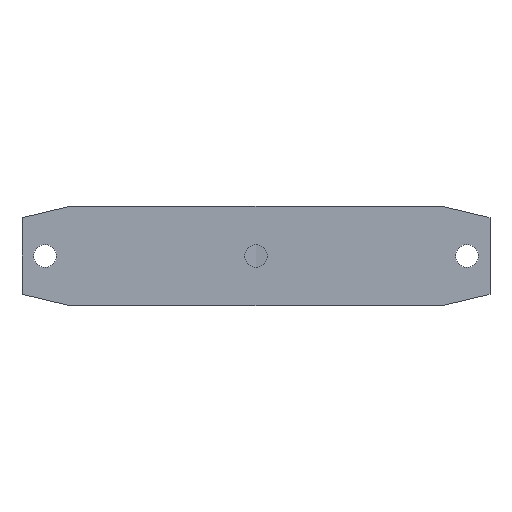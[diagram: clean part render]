
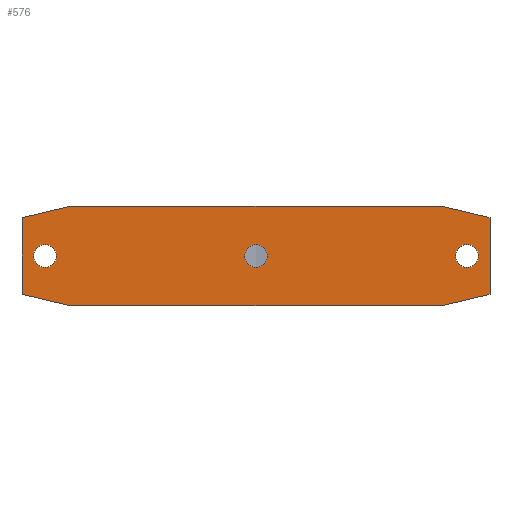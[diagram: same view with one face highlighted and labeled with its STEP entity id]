
A CAD part, front view. The second image highlights one B-rep face of the part: STEP entity #576.
In plain terms, the highlighted planar face has unit normal (0, -1, 0).
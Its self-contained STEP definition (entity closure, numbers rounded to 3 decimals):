
#255 = VERTEX_POINT ( 'NONE', #1652 ) ;
#257 = EDGE_CURVE ( 'NONE', #255, #258, #1651, .T. ) ;
#258 = VERTEX_POINT ( 'NONE', #1646 ) ;
#292 = VERTEX_POINT ( 'NONE', #1812 ) ;
#303 = VERTEX_POINT ( 'NONE', #1885 ) ;
#305 = EDGE_CURVE ( 'NONE', #303, #306, #1884, .T. ) ;
#306 = VERTEX_POINT ( 'NONE', #1879 ) ;
#328 = VERTEX_POINT ( 'NONE', #1987 ) ;
#330 = EDGE_CURVE ( 'NONE', #328, #292, #1985, .T. ) ;
#500 = EDGE_LOOP ( 'NONE', ( #557, #559 ) ) ;
#542 = VERTEX_POINT ( 'NONE', #2600 ) ;
#543 = ORIENTED_EDGE ( 'NONE', *, *, #544, .T. ) ;
#544 = EDGE_CURVE ( 'NONE', #542, #545, #2599, .T. ) ;
#545 = VERTEX_POINT ( 'NONE', #2595 ) ;
#546 = ORIENTED_EDGE ( 'NONE', *, *, #547, .F. ) ;
#547 = EDGE_CURVE ( 'NONE', #548, #545, #2594, .T. ) ;
#548 = VERTEX_POINT ( 'NONE', #2650 ) ;
#549 = ORIENTED_EDGE ( 'NONE', *, *, #550, .T. ) ;
#550 = EDGE_CURVE ( 'NONE', #548, #551, #2649, .T. ) ;
#551 = VERTEX_POINT ( 'NONE', #2645 ) ;
#552 = ORIENTED_EDGE ( 'NONE', *, *, #553, .T. ) ;
#553 = EDGE_CURVE ( 'NONE', #551, #554, #2644, .T. ) ;
#554 = VERTEX_POINT ( 'NONE', #2640 ) ;
#555 = ORIENTED_EDGE ( 'NONE', *, *, #556, .T. ) ;
#556 = EDGE_CURVE ( 'NONE', #554, #563, #2639, .T. ) ;
#557 = ORIENTED_EDGE ( 'NONE', *, *, #558, .F. ) ;
#558 = EDGE_CURVE ( 'NONE', #258, #255, #2635, .T. ) ;
#559 = ORIENTED_EDGE ( 'NONE', *, *, #257, .F. ) ;
#560 = EDGE_LOOP ( 'NONE', ( #561, #565, #568, #543, #546, #549, #552, #555 ) ) ;
#561 = ORIENTED_EDGE ( 'NONE', *, *, #562, .T. ) ;
#562 = EDGE_CURVE ( 'NONE', #563, #564, #2630, .T. ) ;
#563 = VERTEX_POINT ( 'NONE', #2626 ) ;
#564 = VERTEX_POINT ( 'NONE', #2625 ) ;
#565 = ORIENTED_EDGE ( 'NONE', *, *, #566, .T. ) ;
#566 = EDGE_CURVE ( 'NONE', #564, #567, #2624, .T. ) ;
#567 = VERTEX_POINT ( 'NONE', #2620 ) ;
#568 = ORIENTED_EDGE ( 'NONE', *, *, #569, .T. ) ;
#569 = EDGE_CURVE ( 'NONE', #567, #542, #2681, .T. ) ;
#576 = ADVANCED_FACE ( 'NONE', ( #2667, #2666, #2665, #2664 ), #2710, .F. ) ;
#577 = EDGE_LOOP ( 'NONE', ( #578, #580 ) ) ;
#578 = ORIENTED_EDGE ( 'NONE', *, *, #579, .F. ) ;
#579 = EDGE_CURVE ( 'NONE', #292, #328, #2704, .T. ) ;
#580 = ORIENTED_EDGE ( 'NONE', *, *, #330, .F. ) ;
#581 = EDGE_LOOP ( 'NONE', ( #582, #584 ) ) ;
#582 = ORIENTED_EDGE ( 'NONE', *, *, #583, .F. ) ;
#583 = EDGE_CURVE ( 'NONE', #306, #303, #2699, .T. ) ;
#584 = ORIENTED_EDGE ( 'NONE', *, *, #305, .F. ) ;
#1646 = CARTESIAN_POINT ( 'NONE',  ( 77., 0., 0. ) ) ;
#1647 = DIRECTION ( 'NONE',  ( 1., 0., 0. ) ) ;
#1648 = DIRECTION ( 'NONE',  ( 0., -1., 0. ) ) ;
#1649 = CARTESIAN_POINT ( 'NONE',  ( 72.5, 0., 0. ) ) ;
#1650 = AXIS2_PLACEMENT_3D ( 'NONE', #1649, #1648, #1647 ) ;
#1651 = CIRCLE ( 'NONE', #1650, 4.5 ) ;
#1652 = CARTESIAN_POINT ( 'NONE',  ( 68., 0., 0. ) ) ;
#1812 = CARTESIAN_POINT ( 'NONE',  ( 159.5, 0., 0. ) ) ;
#1879 = CARTESIAN_POINT ( 'NONE',  ( -5.5, 0., 0. ) ) ;
#1880 = DIRECTION ( 'NONE',  ( 1., 0., 0. ) ) ;
#1881 = DIRECTION ( 'NONE',  ( 0., -1., 0. ) ) ;
#1882 = CARTESIAN_POINT ( 'NONE',  ( -10., 0., 0. ) ) ;
#1883 = AXIS2_PLACEMENT_3D ( 'NONE', #1882, #1881, #1880 ) ;
#1884 = CIRCLE ( 'NONE', #1883, 4.5 ) ;
#1885 = CARTESIAN_POINT ( 'NONE',  ( -14.5, 0., 0. ) ) ;
#1981 = DIRECTION ( 'NONE',  ( 1., 0., 0. ) ) ;
#1982 = DIRECTION ( 'NONE',  ( 0., -1., 0. ) ) ;
#1983 = CARTESIAN_POINT ( 'NONE',  ( 155., 0., 0. ) ) ;
#1984 = AXIS2_PLACEMENT_3D ( 'NONE', #1983, #1982, #1981 ) ;
#1985 = CIRCLE ( 'NONE', #1984, 4.5 ) ;
#1987 = CARTESIAN_POINT ( 'NONE',  ( 150.5, 0., 0. ) ) ;
#2591 = DIRECTION ( 'NONE',  ( 1., 0., 0. ) ) ;
#2592 = VECTOR ( 'NONE', #2591, 1000. ) ;
#2593 = CARTESIAN_POINT ( 'NONE',  ( 0., 0., 19.5 ) ) ;
#2594 = LINE ( 'NONE', #2593, #2592 ) ;
#2595 = CARTESIAN_POINT ( 'NONE',  ( 145., 0., 19.5 ) ) ;
#2596 = DIRECTION ( 'NONE',  ( -0.973, 0., 0.23 ) ) ;
#2597 = VECTOR ( 'NONE', #2596, 1000. ) ;
#2598 = CARTESIAN_POINT ( 'NONE',  ( 145., 0., 19.5 ) ) ;
#2599 = LINE ( 'NONE', #2598, #2597 ) ;
#2600 = CARTESIAN_POINT ( 'NONE',  ( 164., 0., 15. ) ) ;
#2620 = CARTESIAN_POINT ( 'NONE',  ( 164., 0., -15. ) ) ;
#2621 = DIRECTION ( 'NONE',  ( 0.973, 0., 0.23 ) ) ;
#2622 = VECTOR ( 'NONE', #2621, 1000. ) ;
#2623 = CARTESIAN_POINT ( 'NONE',  ( 164., 0., -15. ) ) ;
#2624 = LINE ( 'NONE', #2623, #2622 ) ;
#2625 = CARTESIAN_POINT ( 'NONE',  ( 145., 0., -19.5 ) ) ;
#2626 = CARTESIAN_POINT ( 'NONE',  ( 0., 0., -19.5 ) ) ;
#2627 = DIRECTION ( 'NONE',  ( 1., 0., 0. ) ) ;
#2628 = VECTOR ( 'NONE', #2627, 1000. ) ;
#2629 = CARTESIAN_POINT ( 'NONE',  ( 0., 0., -19.5 ) ) ;
#2630 = LINE ( 'NONE', #2629, #2628 ) ;
#2631 = DIRECTION ( 'NONE',  ( 1., 0., 0. ) ) ;
#2632 = DIRECTION ( 'NONE',  ( 0., -1., 0. ) ) ;
#2633 = CARTESIAN_POINT ( 'NONE',  ( 72.5, 0., 0. ) ) ;
#2634 = AXIS2_PLACEMENT_3D ( 'NONE', #2633, #2632, #2631 ) ;
#2635 = CIRCLE ( 'NONE', #2634, 4.5 ) ;
#2636 = DIRECTION ( 'NONE',  ( 0.973, 0., -0.23 ) ) ;
#2637 = VECTOR ( 'NONE', #2636, 1000. ) ;
#2638 = CARTESIAN_POINT ( 'NONE',  ( -19., 0., -15. ) ) ;
#2639 = LINE ( 'NONE', #2638, #2637 ) ;
#2640 = CARTESIAN_POINT ( 'NONE',  ( -19., 0., -15. ) ) ;
#2641 = DIRECTION ( 'NONE',  ( 0., 0., -1. ) ) ;
#2642 = VECTOR ( 'NONE', #2641, 1000. ) ;
#2643 = CARTESIAN_POINT ( 'NONE',  ( -19., 0., 15. ) ) ;
#2644 = LINE ( 'NONE', #2643, #2642 ) ;
#2645 = CARTESIAN_POINT ( 'NONE',  ( -19., 0., 15. ) ) ;
#2646 = DIRECTION ( 'NONE',  ( -0.973, 0., -0.23 ) ) ;
#2647 = VECTOR ( 'NONE', #2646, 1000. ) ;
#2648 = CARTESIAN_POINT ( 'NONE',  ( 0., 0., 19.5 ) ) ;
#2649 = LINE ( 'NONE', #2648, #2647 ) ;
#2650 = CARTESIAN_POINT ( 'NONE',  ( 0., 0., 19.5 ) ) ;
#2664 = FACE_OUTER_BOUND ( 'NONE', #560, .T. ) ;
#2665 = FACE_BOUND ( 'NONE', #500, .T. ) ;
#2666 = FACE_BOUND ( 'NONE', #581, .T. ) ;
#2667 = FACE_BOUND ( 'NONE', #577, .T. ) ;
#2678 = DIRECTION ( 'NONE',  ( 0., 0., 1. ) ) ;
#2679 = VECTOR ( 'NONE', #2678, 1000. ) ;
#2680 = CARTESIAN_POINT ( 'NONE',  ( 164., 0., 15. ) ) ;
#2681 = LINE ( 'NONE', #2680, #2679 ) ;
#2695 = DIRECTION ( 'NONE',  ( 1., 0., 0. ) ) ;
#2696 = DIRECTION ( 'NONE',  ( 0., -1., 0. ) ) ;
#2697 = CARTESIAN_POINT ( 'NONE',  ( -10., 0., 0. ) ) ;
#2698 = AXIS2_PLACEMENT_3D ( 'NONE', #2697, #2696, #2695 ) ;
#2699 = CIRCLE ( 'NONE', #2698, 4.5 ) ;
#2701 = DIRECTION ( 'NONE',  ( 1., 0., 0. ) ) ;
#2702 = DIRECTION ( 'NONE',  ( 0., -1., 0. ) ) ;
#2703 = AXIS2_PLACEMENT_3D ( 'NONE', #2709, #2702, #2701 ) ;
#2704 = CIRCLE ( 'NONE', #2703, 4.5 ) ;
#2705 = DIRECTION ( 'NONE',  ( -1., 0., 0. ) ) ;
#2706 = DIRECTION ( 'NONE',  ( 0., 1., 0. ) ) ;
#2707 = CARTESIAN_POINT ( 'NONE',  ( 0., 0., 19.5 ) ) ;
#2708 = AXIS2_PLACEMENT_3D ( 'NONE', #2707, #2706, #2705 ) ;
#2709 = CARTESIAN_POINT ( 'NONE',  ( 155., 0., 0. ) ) ;
#2710 = PLANE ( 'NONE',  #2708 ) ;
